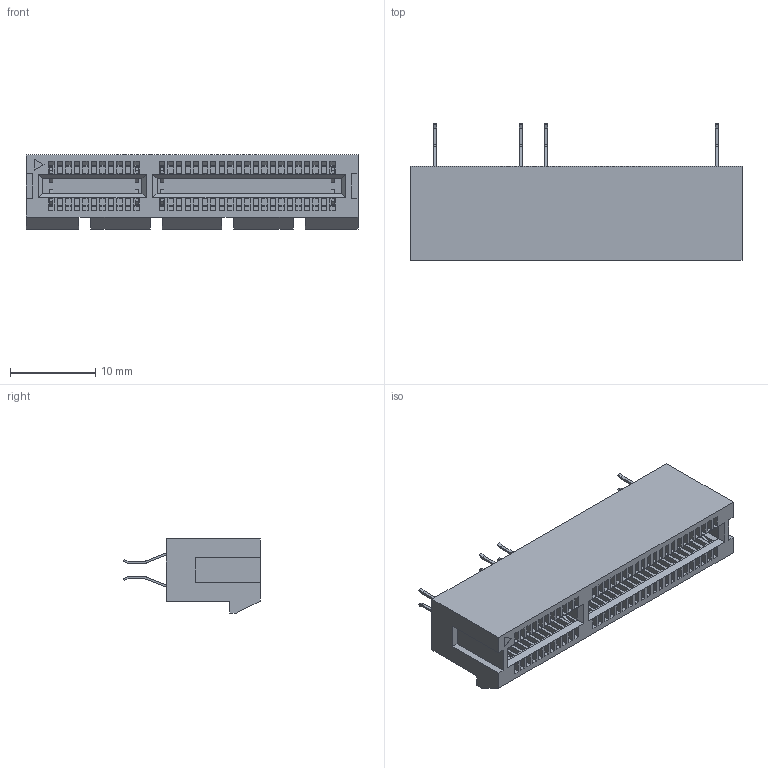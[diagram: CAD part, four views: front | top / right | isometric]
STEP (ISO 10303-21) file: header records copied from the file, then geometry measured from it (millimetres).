
FILE_DESCRIPTION((''),'2;1');
FILE_NAME('SAMTEC_PCIE-064-02-F-D-EMS2.stp','2014-08-13T09:01:51',(''),(''),'Mechanical Desktop 2011','Mechanical Desktop 2011',', , ');
FILE_SCHEMA(('AUTOMOTIVE_DESIGN { 1 2 10303 214 1 1 1 1 }'));
Length unit declared in the file: millimetre
Products named in the file (1): Product
Bounding box: 38.99 x 16.07 x 8.7 mm (x, y, z)
Volume: 2224.6 mm3; surface area: 4181.2 mm2
Topology: 17 solids, 17 shells, 843 faces, 2594 edges, 1724 vertices
Faces by surface type: plane 763, cylinder 80
Entity records: 28759 total; most frequent: ORIENTED_EDGE 5188, CARTESIAN_POINT 5162, DIRECTION 4442, EDGE_CURVE 2594, VECTOR 2434, LINE 2434, VERTEX_POINT 1724, AXIS2_PLACEMENT_3D 1004
